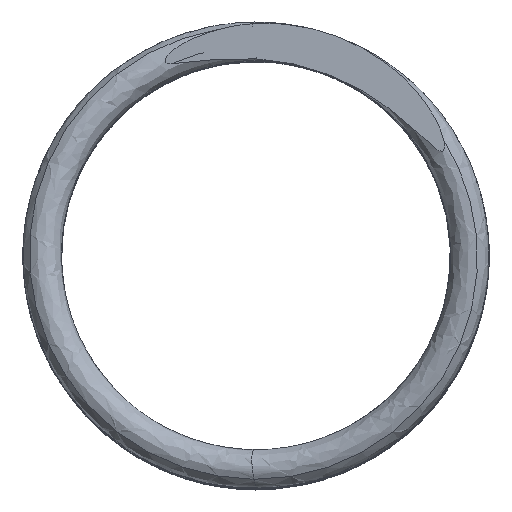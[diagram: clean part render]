
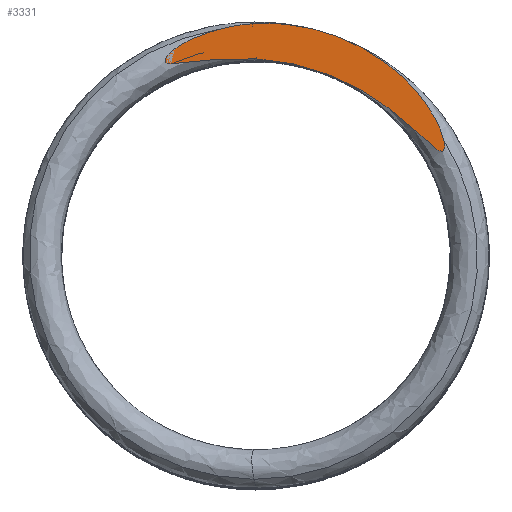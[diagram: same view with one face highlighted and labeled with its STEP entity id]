
A CAD part, top view. The second image highlights one B-rep face of the part: STEP entity #3331.
In plain terms, the highlighted planar face has unit normal (0, 0, 1).
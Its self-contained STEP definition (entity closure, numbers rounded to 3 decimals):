
#2937=CARTESIAN_POINT('Vertex',(-1.034,2.325,-20.44)) ;
#2947=CARTESIAN_POINT('Vertex',(0.011,2.385,-20.44)) ;
#2951=CARTESIAN_POINT('Control Point',(-1.034,2.325,-20.44)) ;
#2952=CARTESIAN_POINT('Control Point',(-0.983,2.322,-20.44)) ;
#2953=CARTESIAN_POINT('Control Point',(-0.928,2.329,-20.44)) ;
#2954=CARTESIAN_POINT('Control Point',(-0.876,2.334,-20.44)) ;
#2955=CARTESIAN_POINT('Control Point',(-0.777,2.347,-20.44)) ;
#2956=CARTESIAN_POINT('Control Point',(-0.678,2.359,-20.44)) ;
#2957=CARTESIAN_POINT('Control Point',(-0.632,2.365,-20.44)) ;
#2958=CARTESIAN_POINT('Control Point',(-0.475,2.381,-20.44)) ;
#2959=CARTESIAN_POINT('Control Point',(-0.318,2.391,-20.44)) ;
#2960=CARTESIAN_POINT('Control Point',(-0.208,2.394,-20.44)) ;
#2961=CARTESIAN_POINT('Control Point',(-0.099,2.392,-20.44)) ;
#2962=CARTESIAN_POINT('Control Point',(0.011,2.385,-20.44)) ;
#3070=CARTESIAN_POINT('Vertex',(2.285,1.393,-20.44)) ;
#3074=CARTESIAN_POINT('Control Point',(0.011,2.385,-20.44)) ;
#3075=CARTESIAN_POINT('Control Point',(0.267,2.369,-20.44)) ;
#3076=CARTESIAN_POINT('Control Point',(0.52,2.326,-20.44)) ;
#3077=CARTESIAN_POINT('Control Point',(0.768,2.255,-20.44)) ;
#3078=CARTESIAN_POINT('Control Point',(1.163,2.091,-20.44)) ;
#3079=CARTESIAN_POINT('Control Point',(1.523,1.859,-20.44)) ;
#3080=CARTESIAN_POINT('Control Point',(1.662,1.756,-20.44)) ;
#3081=CARTESIAN_POINT('Control Point',(1.841,1.603,-20.44)) ;
#3082=CARTESIAN_POINT('Control Point',(2.014,1.441,-20.44)) ;
#3083=CARTESIAN_POINT('Control Point',(2.061,1.399,-20.44)) ;
#3084=CARTESIAN_POINT('Control Point',(2.118,1.343,-20.44)) ;
#3085=CARTESIAN_POINT('Control Point',(2.182,1.295,-20.44)) ;
#3086=CARTESIAN_POINT('Control Point',(2.195,1.286,-20.44)) ;
#3087=CARTESIAN_POINT('Control Point',(2.212,1.275,-20.44)) ;
#3088=CARTESIAN_POINT('Control Point',(2.232,1.267,-20.44)) ;
#3089=CARTESIAN_POINT('Control Point',(2.236,1.266,-20.44)) ;
#3090=CARTESIAN_POINT('Control Point',(2.245,1.263,-20.44)) ;
#3091=CARTESIAN_POINT('Control Point',(2.254,1.262,-20.44)) ;
#3092=CARTESIAN_POINT('Control Point',(2.26,1.26,-20.44)) ;
#3093=CARTESIAN_POINT('Control Point',(2.27,1.265,-20.44)) ;
#3094=CARTESIAN_POINT('Control Point',(2.281,1.27,-20.44)) ;
#3095=CARTESIAN_POINT('Control Point',(2.285,1.277,-20.44)) ;
#3096=CARTESIAN_POINT('Control Point',(2.289,1.289,-20.44)) ;
#3097=CARTESIAN_POINT('Control Point',(2.293,1.302,-20.44)) ;
#3098=CARTESIAN_POINT('Control Point',(2.293,1.309,-20.44)) ;
#3099=CARTESIAN_POINT('Control Point',(2.294,1.33,-20.44)) ;
#3100=CARTESIAN_POINT('Control Point',(2.292,1.351,-20.44)) ;
#3101=CARTESIAN_POINT('Control Point',(2.29,1.366,-20.44)) ;
#3102=CARTESIAN_POINT('Control Point',(2.288,1.38,-20.44)) ;
#3103=CARTESIAN_POINT('Control Point',(2.285,1.393,-20.44)) ;
#3193=CARTESIAN_POINT('Vertex',(-0.041,2.812,-20.44)) ;
#3197=CARTESIAN_POINT('Control Point',(-1.034,2.325,-20.44)) ;
#3198=CARTESIAN_POINT('Control Point',(-1.045,2.326,-20.44)) ;
#3199=CARTESIAN_POINT('Control Point',(-1.056,2.327,-20.44)) ;
#3200=CARTESIAN_POINT('Control Point',(-1.069,2.327,-20.44)) ;
#3201=CARTESIAN_POINT('Control Point',(-1.087,2.337,-20.44)) ;
#3202=CARTESIAN_POINT('Control Point',(-1.106,2.347,-20.44)) ;
#3203=CARTESIAN_POINT('Control Point',(-1.108,2.359,-20.44)) ;
#3204=CARTESIAN_POINT('Control Point',(-1.106,2.394,-20.44)) ;
#3205=CARTESIAN_POINT('Control Point',(-1.079,2.425,-20.44)) ;
#3206=CARTESIAN_POINT('Control Point',(-1.062,2.444,-20.44)) ;
#3207=CARTESIAN_POINT('Control Point',(-0.985,2.516,-20.44)) ;
#3208=CARTESIAN_POINT('Control Point',(-0.892,2.572,-20.44)) ;
#3209=CARTESIAN_POINT('Control Point',(-0.821,2.611,-20.44)) ;
#3210=CARTESIAN_POINT('Control Point',(-0.63,2.698,-20.44)) ;
#3211=CARTESIAN_POINT('Control Point',(-0.427,2.757,-20.44)) ;
#3212=CARTESIAN_POINT('Control Point',(-0.3,2.785,-20.44)) ;
#3213=CARTESIAN_POINT('Control Point',(-0.171,2.803,-20.44)) ;
#3214=CARTESIAN_POINT('Control Point',(-0.041,2.812,-20.44)) ;
#3296=CARTESIAN_POINT('Control Point',(2.285,1.393,-20.44)) ;
#3297=CARTESIAN_POINT('Control Point',(2.274,1.445,-20.44)) ;
#3298=CARTESIAN_POINT('Control Point',(2.256,1.495,-20.44)) ;
#3299=CARTESIAN_POINT('Control Point',(2.236,1.544,-20.44)) ;
#3300=CARTESIAN_POINT('Control Point',(2.18,1.665,-20.44)) ;
#3301=CARTESIAN_POINT('Control Point',(2.112,1.778,-20.44)) ;
#3302=CARTESIAN_POINT('Control Point',(2.067,1.844,-20.44)) ;
#3303=CARTESIAN_POINT('Control Point',(1.947,2.003,-20.44)) ;
#3304=CARTESIAN_POINT('Control Point',(1.808,2.147,-20.44)) ;
#3305=CARTESIAN_POINT('Control Point',(1.72,2.228,-20.44)) ;
#3306=CARTESIAN_POINT('Control Point',(1.366,2.511,-20.44)) ;
#3307=CARTESIAN_POINT('Control Point',(0.951,2.707,-20.44)) ;
#3308=CARTESIAN_POINT('Control Point',(0.625,2.799,-20.44)) ;
#3309=CARTESIAN_POINT('Control Point',(0.289,2.834,-20.44)) ;
#3310=CARTESIAN_POINT('Control Point',(-0.041,2.812,-20.44)) ;
#3320=CARTESIAN_POINT('Axis2P3D Location',(0.,5.691,-20.44)) ;
#3321=DIRECTION('Axis2P3D Direction',(-0.,-0.,-1.)) ;
#3322=DIRECTION('Axis2P3D XDirection',(0.,-1.,0.)) ;
#3323=AXIS2_PLACEMENT_3D('Plane Axis2P3D',#3320,#3321,#3322) ;
#3326=ORIENTED_EDGE('',*,*,#3104,.T.) ;
#3327=ORIENTED_EDGE('',*,*,#3311,.T.) ;
#3328=ORIENTED_EDGE('',*,*,#3215,.F.) ;
#3329=ORIENTED_EDGE('',*,*,#2963,.T.) ;
#3331=ADVANCED_FACE('PartBody',(#3330),#3324,.F.) ;
#2950=B_SPLINE_CURVE_WITH_KNOTS('',5,(#2951,#2952,#2953,#2954,#2955,#2956,#2957,#2958,#2959,#2960,#2961,#2962),.UNSPECIFIED.,.F.,.U.,(6,3,3,6),(0.,0.388,0.733,1.552),.UNSPECIFIED.) ;
#3073=B_SPLINE_CURVE_WITH_KNOTS('',5,(#3074,#3075,#3076,#3077,#3078,#3079,#3080,#3081,#3082,#3083,#3084,#3085,#3086,#3087,#3088,#3089,#3090,#3091,#3092,#3093,#3094,#3095,#3096,#3097,#3098,#3099,#3100,#3101,#3102,#3103),.UNSPECIFIED.,.F.,.U.,(6,3,3,3,3,3,3,3,3,6),(0.,1.924,3.217,3.685,3.804,3.835,3.87,3.91,3.956,4.053),.UNSPECIFIED.) ;
#3196=B_SPLINE_CURVE_WITH_KNOTS('',5,(#3197,#3198,#3199,#3200,#3201,#3202,#3203,#3204,#3205,#3206,#3207,#3208,#3209,#3210,#3211,#3212,#3213,#3214),.UNSPECIFIED.,.F.,.U.,(6,3,3,3,3,6),(0.,0.086,0.172,0.368,0.941,1.843),.UNSPECIFIED.) ;
#3295=B_SPLINE_CURVE_WITH_KNOTS('',5,(#3296,#3297,#3298,#3299,#3300,#3301,#3302,#3303,#3304,#3305,#3306,#3307,#3308,#3309,#3310),.UNSPECIFIED.,.F.,.U.,(6,3,3,3,6),(0.,0.364,0.915,1.737,4.026),.UNSPECIFIED.) ;
#2963=EDGE_CURVE('',#2938,#2948,#2950,.T.) ;
#3104=EDGE_CURVE('',#2948,#3071,#3073,.T.) ;
#3215=EDGE_CURVE('',#2938,#3194,#3196,.T.) ;
#3311=EDGE_CURVE('',#3071,#3194,#3295,.T.) ;
#3325=EDGE_LOOP('',(#3326,#3327,#3328,#3329)) ;
#3330=FACE_OUTER_BOUND('',#3325,.T.) ;
#3324=PLANE('Plane',#3323) ;
#2938=VERTEX_POINT('',#2937) ;
#2948=VERTEX_POINT('',#2947) ;
#3071=VERTEX_POINT('',#3070) ;
#3194=VERTEX_POINT('',#3193) ;
